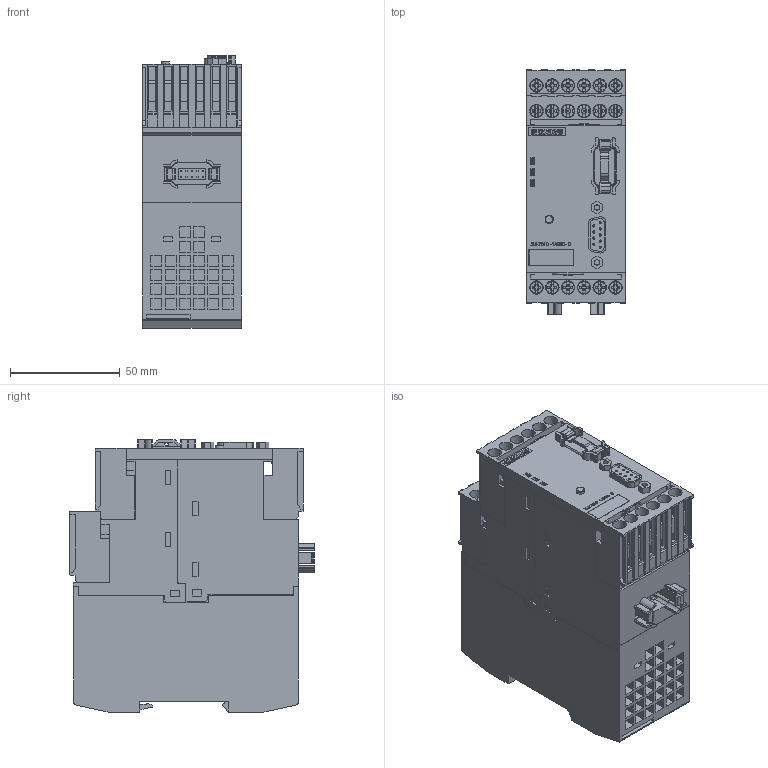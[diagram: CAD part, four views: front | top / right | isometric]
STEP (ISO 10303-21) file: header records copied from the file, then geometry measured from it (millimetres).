
FILE_DESCRIPTION(('STEP AP214'),'1');
FILE_NAME('cctmp_6569E77D-9C36-499A-8D78-C52EFCC0D1ED_2023_07_21_14_56_44_0477..stp','2023-07-21T12:56:46',('SIEMENS A&D'),('CADClick - www.CADClick.com'),'Spatial InterOp 3D postprocessed',' ','unknown authorization');
FILE_SCHEMA(('AUTOMOTIVE_DESIGN'));
Length unit declared in the file: millimetre
Products named in the file (1): 2023_07_21_14_56_44_0383
Bounding box: 45 x 111.2 x 124 mm (x, y, z)
Volume: 492038.2 mm3; surface area: 91724 mm2
Topology: 1 solids, 2 shells, 2725 faces, 7487 edges, 4942 vertices
Faces by surface type: plane 2226, cylinder 373, cone 108, torus 18
Entity records: 94183 total; most frequent: CARTESIAN_POINT 15753, ORIENTED_EDGE 14958, DIRECTION 13929, EDGE_CURVE 7479, LINE 6141, VECTOR 6141, VERTEX_POINT 4942, AXIS2_PLACEMENT_3D 3894
